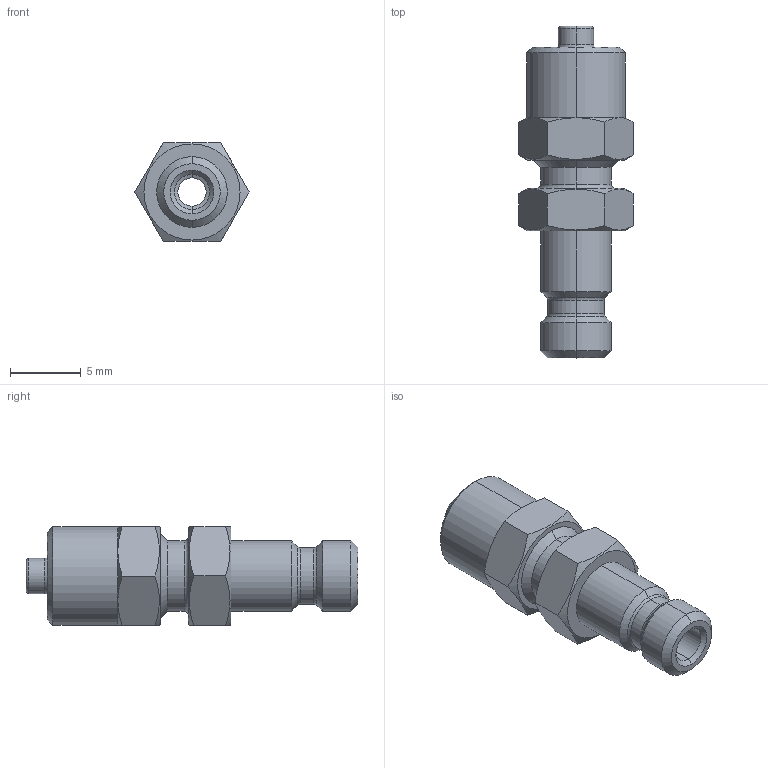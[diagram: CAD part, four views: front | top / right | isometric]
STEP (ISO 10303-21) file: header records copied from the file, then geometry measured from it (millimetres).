
FILE_DESCRIPTION(( 'GU20.230400.stp' ), '1');
FILE_NAME( 'GU20.230400.stp', '2019-06-20T13:33:50',( 'Sopra'),('sopra-pneumatic.com'), 'SwSTEP 2.0','SolidWorks 2009','' );
FILE_SCHEMA (( 'CONFIG_CONTROL_DESIGN' ));
Length unit declared in the file: millimetre
Products named in the file (1): 07201310
Bounding box: 8.08 x 23.5 x 7 mm (x, y, z)
Volume: 552.2 mm3; surface area: 706.7 mm2
Topology: 1 solids, 1 shells, 70 faces, 154 edges, 90 vertices
Faces by surface type: cone 28, plane 18, cylinder 16, torus 8
Entity records: 2107 total; most frequent: CARTESIAN_POINT 511, DIRECTION 328, ORIENTED_EDGE 308, EDGE_CURVE 154, AXIS2_PLACEMENT_3D 139, VERTEX_POINT 90, EDGE_LOOP 76, ADVANCED_FACE 70
